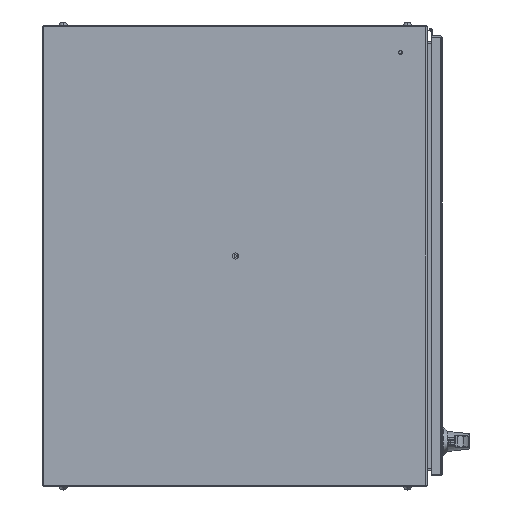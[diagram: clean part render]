
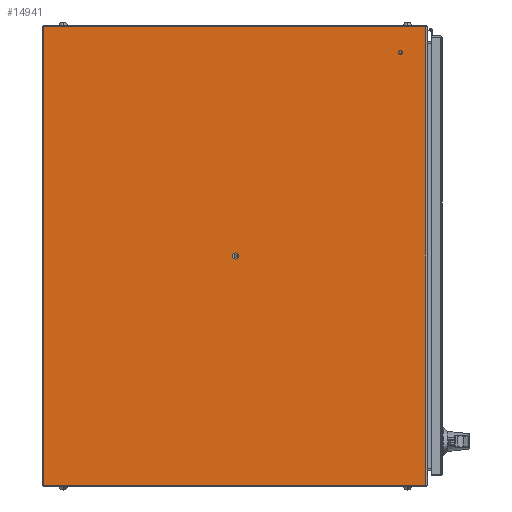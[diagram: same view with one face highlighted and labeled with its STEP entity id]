
A CAD part, front view. The second image highlights one B-rep face of the part: STEP entity #14941.
In plain terms, the highlighted face is planar.
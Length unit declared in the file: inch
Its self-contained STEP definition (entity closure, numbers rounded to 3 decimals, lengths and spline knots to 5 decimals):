
#67 = CARTESIAN_POINT ( 'NONE',  ( -17.935, 15., 0. ) ) ;
#6037 = EDGE_CURVE ( 'NONE', #11976, #77489, #24929, .T. ) ;
#11976 = VERTEX_POINT ( 'NONE', #16030 ) ;
#12442 = ORIENTED_EDGE ( 'NONE', *, *, #90039, .F. ) ;
#12707 = LINE ( 'NONE', #14433, #52206 ) ;
#13258 = EDGE_CURVE ( 'NONE', #104619, #11976, #12707, .T. ) ;
#14433 = CARTESIAN_POINT ( 'NONE',  ( -17.935, -14.857, 0. ) ) ;
#14941 = ADVANCED_FACE ( 'NONE', ( #95433 ), #104013, .F. ) ;
#16030 = CARTESIAN_POINT ( 'NONE',  ( 17.935, -14.857, 0. ) ) ;
#22736 = CARTESIAN_POINT ( 'NONE',  ( -17.935, -15., 0. ) ) ;
#23677 = VECTOR ( 'NONE', #87630, 39.37008 ) ;
#24929 = LINE ( 'NONE', #99500, #46064 ) ;
#29178 = VERTEX_POINT ( 'NONE', #67 ) ;
#32296 = DIRECTION ( 'NONE',  ( 1., 0., 0. ) ) ;
#36043 = AXIS2_PLACEMENT_3D ( 'NONE', #105146, #86277, #32296 ) ;
#46064 = VECTOR ( 'NONE', #73042, 39.37008 ) ;
#50134 = CARTESIAN_POINT ( 'NONE',  ( -17.935, 15., 0. ) ) ;
#51726 = VECTOR ( 'NONE', #112576, 39.37008 ) ;
#52206 = VECTOR ( 'NONE', #77553, 39.37008 ) ;
#62211 = ORIENTED_EDGE ( 'NONE', *, *, #13258, .F. ) ;
#62326 = EDGE_CURVE ( 'NONE', #77489, #29178, #104107, .T. ) ;
#71544 = LINE ( 'NONE', #22736, #51726 ) ;
#73042 = DIRECTION ( 'NONE',  ( 0., 1., 0. ) ) ;
#77489 = VERTEX_POINT ( 'NONE', #97976 ) ;
#77553 = DIRECTION ( 'NONE',  ( 1., 0., 0. ) ) ;
#77624 = CARTESIAN_POINT ( 'NONE',  ( -17.935, -14.857, 0. ) ) ;
#80377 = ORIENTED_EDGE ( 'NONE', *, *, #6037, .F. ) ;
#86277 = DIRECTION ( 'NONE',  ( 0., 0., 1. ) ) ;
#87630 = DIRECTION ( 'NONE',  ( -1., 0., 0. ) ) ;
#90039 = EDGE_CURVE ( 'NONE', #29178, #104619, #71544, .T. ) ;
#95433 = FACE_OUTER_BOUND ( 'NONE', #100422, .T. ) ;
#97976 = CARTESIAN_POINT ( 'NONE',  ( 17.935, 15., 0. ) ) ;
#99500 = CARTESIAN_POINT ( 'NONE',  ( 17.935, -15., 0. ) ) ;
#100422 = EDGE_LOOP ( 'NONE', ( #62211, #12442, #104928, #80377 ) ) ;
#104013 = PLANE ( 'NONE',  #36043 ) ;
#104107 = LINE ( 'NONE', #50134, #23677 ) ;
#104619 = VERTEX_POINT ( 'NONE', #77624 ) ;
#104928 = ORIENTED_EDGE ( 'NONE', *, *, #62326, .F. ) ;
#105146 = CARTESIAN_POINT ( 'NONE',  ( -17.935, -15., 0. ) ) ;
#112576 = DIRECTION ( 'NONE',  ( 0., -1., 0. ) ) ;
